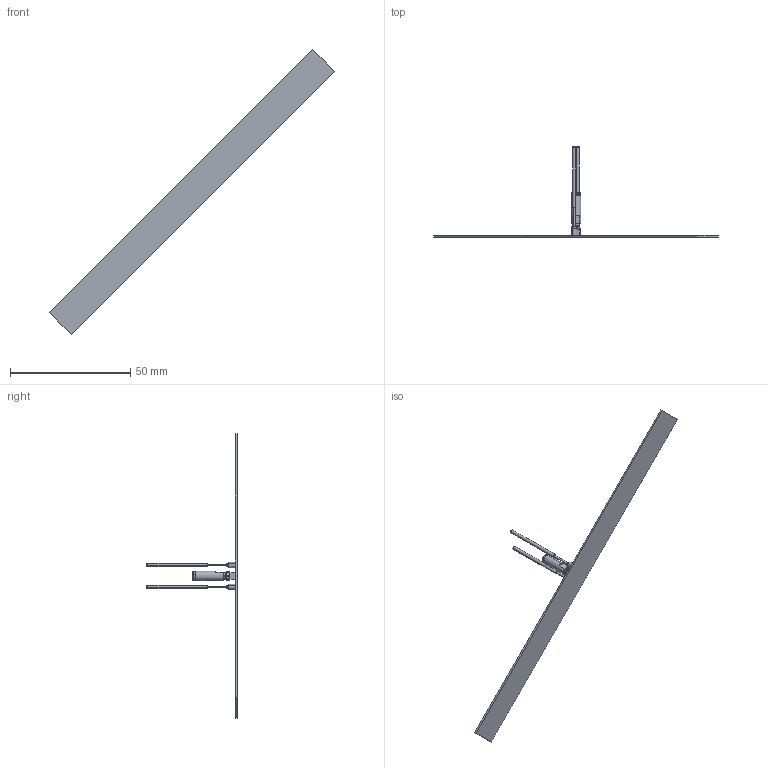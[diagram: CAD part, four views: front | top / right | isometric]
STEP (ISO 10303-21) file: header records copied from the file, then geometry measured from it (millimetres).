
FILE_DESCRIPTION (( 'STEP AP214' ), '1' );
FILE_NAME ('INGUN_109706.STEP', '2021-03-25T14:24:31', ( '' ), ( '' ), 'SwSTEP 2.0', 'SolidWorks 2018', '' );
FILE_SCHEMA (( 'AUTOMOTIVE_DESIGN' ));
Length unit declared in the file: millimetre
Products named in the file (4): 108707~0_S; 111606~0_S; 108704~0_NanoVTEP 12,8x155; INGUN_109706
Assembly tree (4 placements, depth 2):
  INGUN_109706
    108707~0_S
    108704~0_NanoVTEP 12,8x155
    111606~0_S  x2
Bounding box: 118.65 x 37.79 x 118.65 mm (x, y, z)
Volume: 1876.8 mm3; surface area: 4870.3 mm2
Topology: 7 solids, 13 shells, 432 faces, 1099 edges, 714 vertices
Faces by surface type: plane 234, bspline 148, cylinder 30, torus 16, sphere 4
Entity records: 21389 total; most frequent: CARTESIAN_POINT 9970, ORIENTED_EDGE 2086, DIRECTION 1313, EDGE_CURVE 1043, VERTEX_POINT 687, LINE 647, VECTOR 647, EDGE_LOOP 442
